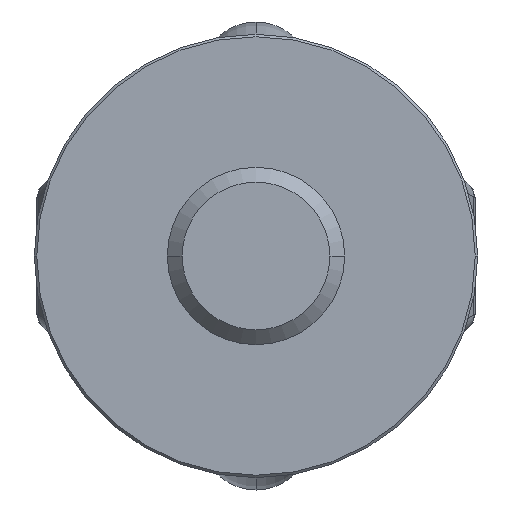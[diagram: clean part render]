
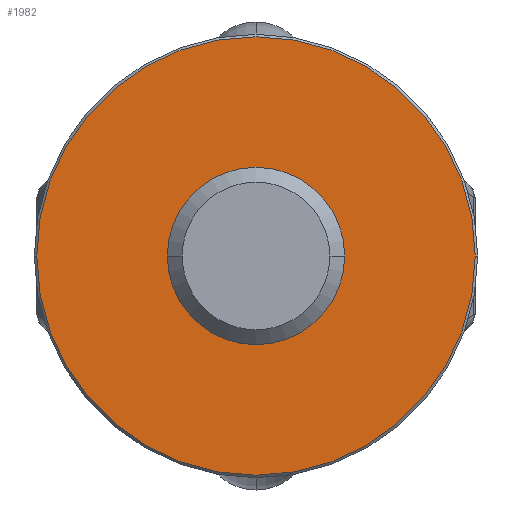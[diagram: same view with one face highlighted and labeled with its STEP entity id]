
A CAD part, front view. The second image highlights one B-rep face of the part: STEP entity #1982.
In plain terms, the highlighted planar face has unit normal (0, -1, 0).
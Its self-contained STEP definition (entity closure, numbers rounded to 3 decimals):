
#5=CARTESIAN_POINT('',(0.,0.,0.));
#6=DIRECTION('',(0.,1.,0.));
#7=DIRECTION('',(1.,0.,0.));
#8=AXIS2_PLACEMENT_3D('',#5,#6,#7);
#14=CARTESIAN_POINT('',(0.,0.,0.));
#15=DIRECTION('',(0.,-1.,0.));
#16=DIRECTION('',(1.,0.,0.));
#17=AXIS2_PLACEMENT_3D('',#14,#15,#16);
#52=CARTESIAN_POINT('',(0.,0.,0.));
#53=DIRECTION('',(0.,-1.,0.));
#54=DIRECTION('',(1.,0.,0.));
#55=AXIS2_PLACEMENT_3D('',#52,#53,#54);
#1504=CARTESIAN_POINT('',(0.,0.,0.));
#1505=DIRECTION('',(0.,1.,0.));
#1506=DIRECTION('',(1.,0.,0.));
#1507=AXIS2_PLACEMENT_3D('',#1504,#1505,#1506);
#1557=CARTESIAN_POINT('',(44.5,0.,0.));
#1558=CARTESIAN_POINT('',(-44.5,0.,0.));
#1559=VERTEX_POINT('',#1557);
#1560=VERTEX_POINT('',#1558);
#1613=CARTESIAN_POINT('',(18.,0.,0.));
#1615=VERTEX_POINT('',#1613);
#1619=CARTESIAN_POINT('',(-18.,0.,0.));
#1621=VERTEX_POINT('',#1619);
#1965=CARTESIAN_POINT('',(0.,0.,0.));
#1966=DIRECTION('',(0.,-1.,0.));
#1967=DIRECTION('',(-1.,0.,0.));
#1968=AXIS2_PLACEMENT_3D('',#1965,#1966,#1967);
#1969=PLANE('',#1968);
#1971=ORIENTED_EDGE('',*,*,#1970,.F.);
#1973=ORIENTED_EDGE('',*,*,#1972,.T.);
#1974=EDGE_LOOP('',(#1971,#1973));
#1975=FACE_OUTER_BOUND('',#1974,.F.);
#1977=ORIENTED_EDGE('',*,*,#1976,.F.);
#1979=ORIENTED_EDGE('',*,*,#1978,.T.);
#1980=EDGE_LOOP('',(#1977,#1979));
#1981=FACE_BOUND('',#1980,.F.);
#1982=ADVANCED_FACE('',(#1975,#1981),#1969,.T.);
#9=CIRCLE('',#8,18.);
#18=CIRCLE('',#17,18.);
#56=CIRCLE('',#55,44.5);
#1508=CIRCLE('',#1507,44.5);
#1970=EDGE_CURVE('',#1559,#1560,#56,.T.);
#1972=EDGE_CURVE('',#1559,#1560,#1508,.T.);
#1976=EDGE_CURVE('',#1615,#1621,#9,.T.);
#1978=EDGE_CURVE('',#1615,#1621,#18,.T.);
